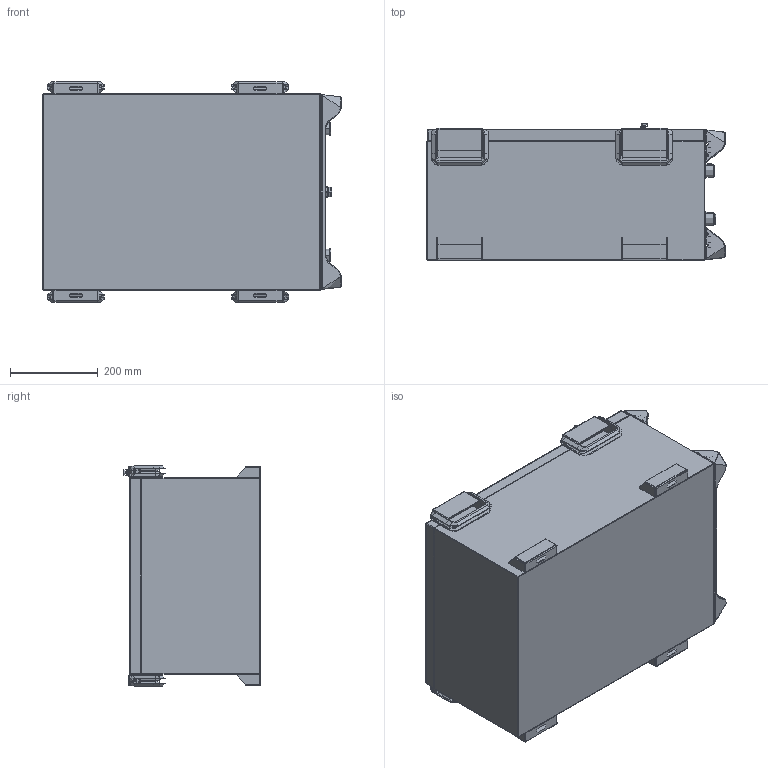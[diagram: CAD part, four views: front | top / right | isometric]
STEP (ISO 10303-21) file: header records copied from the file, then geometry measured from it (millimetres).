
FILE_DESCRIPTION (( 'STEP AP203' ), '1' );
FILE_NAME ('001-g102 20221226.STEP', '2022-12-26T01:33:18', ( '' ), ( '' ), 'SwSTEP 2.0', 'SolidWorks 2016', '' );
FILE_SCHEMA (( 'CONFIG_CONTROL_DESIGN' ));
Products named in the file (1): 001-g102 20221226
Bounding box: 678.1 x 311.7 x 501 mm (x, y, z)
Topology: 0 solids, 509 shells, 1376 faces, 7792 edges, 6816 vertices
Faces by surface type: plane 714, cylinder 424, bspline 88, cone 79, torus 66, sphere 5
Full cylindrical faces by diameter (mm): 8 x4, 11.5 x4
Entity records: 91835 total; most frequent: CARTESIAN_POINT 37227, DIRECTION 9623, ORIENTED_EDGE 9219, EDGE_CURVE 7868, VERTEX_POINT 6897, VECTOR 3603, LINE 3603, AXIS2_PLACEMENT_3D 3010
